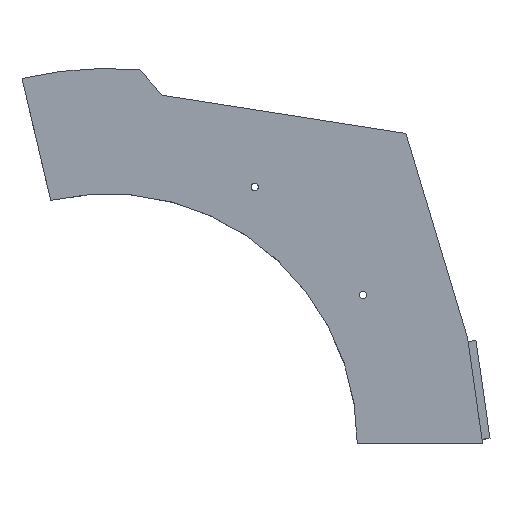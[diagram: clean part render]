
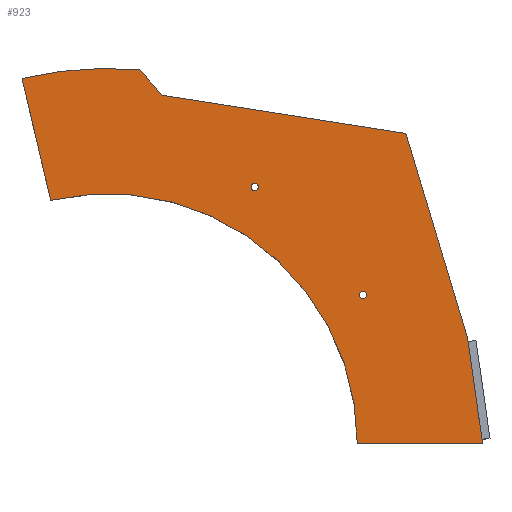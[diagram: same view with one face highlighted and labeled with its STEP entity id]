
A CAD part, top view. The second image highlights one B-rep face of the part: STEP entity #923.
In plain terms, the highlighted planar face has unit normal (0, 0, 1).
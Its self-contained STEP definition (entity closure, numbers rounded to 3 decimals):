
#23=FACE_BOUND('',#171,.T.);
#24=FACE_BOUND('',#172,.T.);
#52=PLANE('',#1023);
#116=FACE_OUTER_BOUND('',#170,.T.);
#170=EDGE_LOOP('',(#807,#808,#809,#810,#811,#812,#813,#814));
#171=EDGE_LOOP('',(#815));
#172=EDGE_LOOP('',(#816));
#194=LINE('',#1367,#282);
#231=LINE('',#1488,#319);
#259=LINE('',#1553,#347);
#260=LINE('',#1555,#348);
#261=LINE('',#1557,#349);
#262=LINE('',#1559,#350);
#282=VECTOR('',#1091,10.);
#319=VECTOR('',#1204,10.);
#347=VECTOR('',#1268,10.);
#348=VECTOR('',#1269,10.);
#349=VECTOR('',#1270,10.);
#350=VECTOR('',#1271,10.);
#374=CIRCLE('',#974,99.3);
#375=CIRCLE('',#976,1.45);
#376=CIRCLE('',#978,1.45);
#384=CIRCLE('',#1024,149.2);
#404=VERTEX_POINT('',#1364);
#405=VERTEX_POINT('',#1366);
#418=VERTEX_POINT('',#1397);
#419=VERTEX_POINT('',#1401);
#420=VERTEX_POINT('',#1405);
#447=VERTEX_POINT('',#1486);
#466=VERTEX_POINT('',#1552);
#467=VERTEX_POINT('',#1554);
#468=VERTEX_POINT('',#1556);
#469=VERTEX_POINT('',#1558);
#499=EDGE_CURVE('',#405,#404,#194,.T.);
#515=EDGE_CURVE('',#418,#405,#374,.T.);
#517=EDGE_CURVE('',#419,#419,#375,.T.);
#519=EDGE_CURVE('',#420,#420,#376,.T.);
#559=EDGE_CURVE('',#404,#447,#231,.T.);
#591=EDGE_CURVE('',#418,#466,#259,.T.);
#592=EDGE_CURVE('',#447,#467,#260,.T.);
#593=EDGE_CURVE('',#467,#468,#261,.T.);
#594=EDGE_CURVE('',#468,#469,#262,.T.);
#595=EDGE_CURVE('',#469,#466,#384,.T.);
#807=ORIENTED_EDGE('',*,*,#591,.F.);
#808=ORIENTED_EDGE('',*,*,#515,.T.);
#809=ORIENTED_EDGE('',*,*,#499,.T.);
#810=ORIENTED_EDGE('',*,*,#559,.T.);
#811=ORIENTED_EDGE('',*,*,#592,.T.);
#812=ORIENTED_EDGE('',*,*,#593,.T.);
#813=ORIENTED_EDGE('',*,*,#594,.T.);
#814=ORIENTED_EDGE('',*,*,#595,.T.);
#815=ORIENTED_EDGE('',*,*,#517,.T.);
#816=ORIENTED_EDGE('',*,*,#519,.T.);
#923=ADVANCED_FACE('',(#116,#23,#24),#52,.T.);
#974=AXIS2_PLACEMENT_3D('',#1398,#1115,#1116);
#976=AXIS2_PLACEMENT_3D('',#1402,#1120,#1121);
#978=AXIS2_PLACEMENT_3D('',#1406,#1125,#1126);
#1023=AXIS2_PLACEMENT_3D('',#1551,#1266,#1267);
#1024=AXIS2_PLACEMENT_3D('',#1560,#1272,#1273);
#1091=DIRECTION('',(1.,0.,0.));
#1115=DIRECTION('center_axis',(0.,0.,-1.));
#1116=DIRECTION('ref_axis',(-1.,0.,0.));
#1120=DIRECTION('center_axis',(0.,0.,-1.));
#1121=DIRECTION('ref_axis',(1.,0.,0.));
#1125=DIRECTION('center_axis',(0.,0.,-1.));
#1126=DIRECTION('ref_axis',(1.,0.,0.));
#1204=DIRECTION('',(-0.142,0.99,0.));
#1266=DIRECTION('center_axis',(0.,0.,1.));
#1267=DIRECTION('ref_axis',(1.,0.,0.));
#1268=DIRECTION('',(-0.229,0.973,0.));
#1269=DIRECTION('',(-0.289,0.957,0.));
#1270=DIRECTION('',(-0.988,0.155,0.));
#1271=DIRECTION('',(-0.664,0.748,0.));
#1272=DIRECTION('center_axis',(0.,0.,1.));
#1273=DIRECTION('ref_axis',(0.085,0.996,0.));
#1364=CARTESIAN_POINT('',(149.2,0.,69.8));
#1366=CARTESIAN_POINT('',(99.3,0.,69.8));
#1367=CARTESIAN_POINT('',(0.,0.,69.8));
#1397=CARTESIAN_POINT('',(-22.744,96.66,69.8));
#1398=CARTESIAN_POINT('Origin',(0.,0.,69.8));
#1401=CARTESIAN_POINT('',(57.023,102.032,69.8));
#1402=CARTESIAN_POINT('Origin',(58.473,102.032,69.8));
#1405=CARTESIAN_POINT('',(100.086,58.969,69.8));
#1406=CARTESIAN_POINT('Origin',(101.536,58.969,69.8));
#1486=CARTESIAN_POINT('',(143.159,42.025,69.8));
#1488=CARTESIAN_POINT('',(143.159,42.025,69.8));
#1551=CARTESIAN_POINT('Origin',(0.,76.259,69.8));
#1552=CARTESIAN_POINT('',(-34.173,145.234,69.8));
#1553=CARTESIAN_POINT('',(-16.817,71.473,69.8));
#1554=CARTESIAN_POINT('',(118.655,123.321,69.8));
#1555=CARTESIAN_POINT('',(143.159,42.025,69.8));
#1556=CARTESIAN_POINT('',(21.7,138.51,69.8));
#1557=CARTESIAN_POINT('',(15.869,139.424,69.8));
#1558=CARTESIAN_POINT('',(12.7,148.659,69.8));
#1559=CARTESIAN_POINT('',(17.851,142.851,69.8));
#1560=CARTESIAN_POINT('Origin',(0.,0.,69.8));
